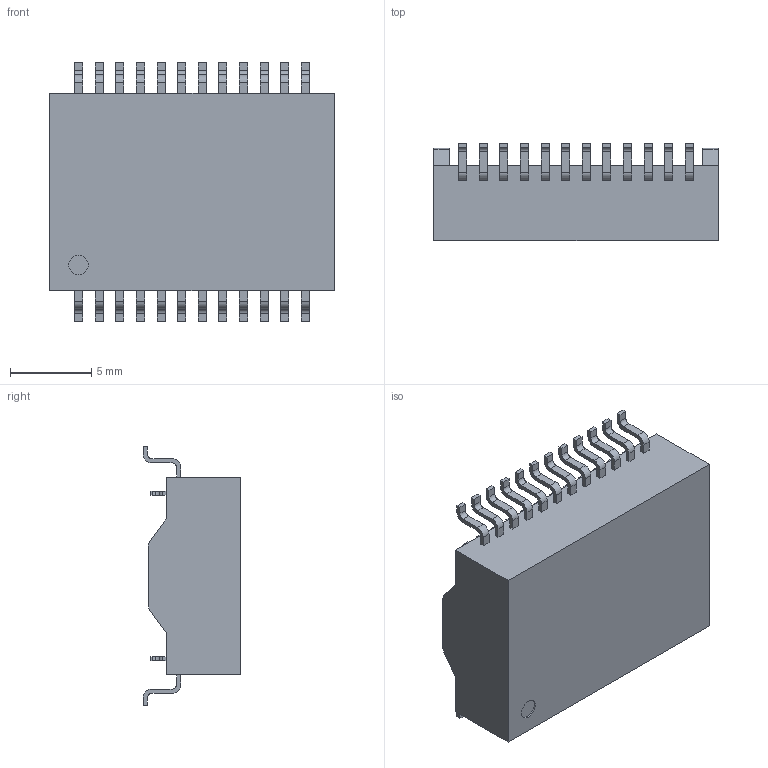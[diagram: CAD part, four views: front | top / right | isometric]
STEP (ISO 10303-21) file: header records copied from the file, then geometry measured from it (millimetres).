
FILE_DESCRIPTION((''),'2;1');
FILE_NAME('PRT24719','2017-08-18T',('diwuzhaozhao'),(''),'PRO/ENGINEER BY PARAMETRIC TECHNOLOGY CORPORATION, 2012130','PRO/ENGINEER BY PARAMETRIC TECHNOLOGY CORPORATION, 2012130','');
FILE_SCHEMA(('CONFIG_CONTROL_DESIGN'));
Length unit declared in the file: millimetre
Products named in the file (1): PRT24719
Bounding box: 17.55 x 6 x 15.95 mm (x, y, z)
Volume: 484.8 mm3; surface area: 1068.8 mm2
Topology: 1 solids, 1 shells, 649 faces, 1795 edges, 1198 vertices
Faces by surface type: plane 403, cylinder 246
Entity records: 20896 total; most frequent: CARTESIAN_POINT 3667, DIRECTION 3639, ORIENTED_EDGE 3588, EDGE_CURVE 1794, VECTOR 1303, LINE 1303, VERTEX_POINT 1196, AXIS2_PLACEMENT_3D 1168
